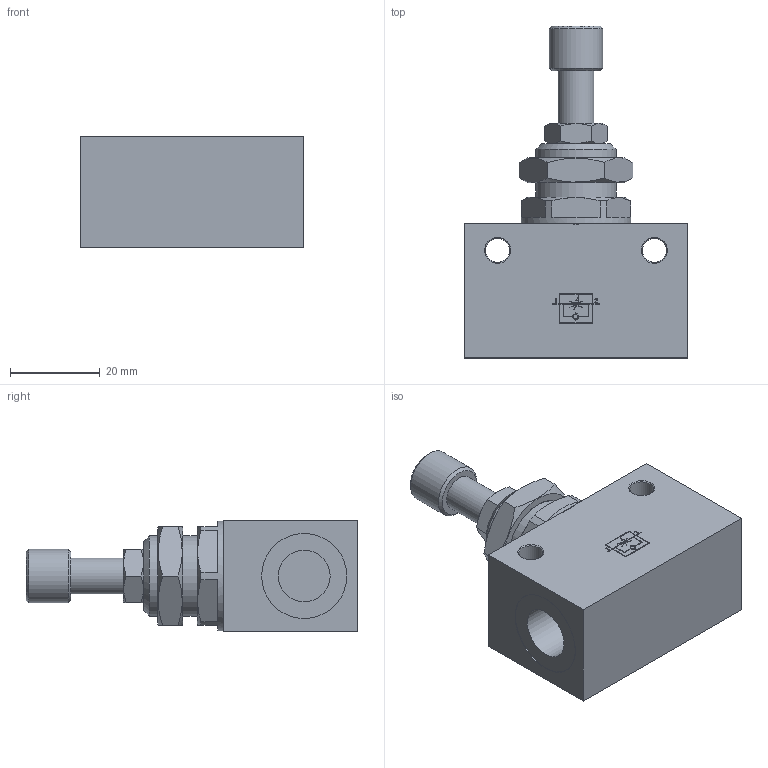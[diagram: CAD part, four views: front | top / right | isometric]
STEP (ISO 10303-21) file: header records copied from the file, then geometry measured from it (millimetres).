
FILE_DESCRIPTION( ( 'STEP AP214' ), '1' );
FILE_NAME( 'psolqas_6080_36.stp', '2020-12-10T08:55:14', ( 'License CC BY-ND 4.0' ), ( 'CADENAS' ), ' ', 'PARTsolutions', ' ' );
FILE_SCHEMA( ( 'AUTOMOTIVE_DESIGN { 1 0 10303 214 1 1 1 1 }' ) );
Length unit declared in the file: metre
Products named in the file (1): NONE
Bounding box: 50 x 74.1 x 25 mm (x, y, z)
Volume: 41945.5 mm3; surface area: 11968 mm2
Topology: 1 solids, 5 shells, 193 faces, 491 edges, 329 vertices
Faces by surface type: plane 133, cylinder 40, cone 20
Full cylindrical faces by diameter (mm): 1.025 x1, 5.4 x2, 8 x1, 11.6 x2, 12 x1, 18 x2, 19 x2, 24.5 x1, 24.9 x1
Entity records: 7827 total; most frequent: CARTESIAN_POINT 1782, ORIENTED_EDGE 910, DIRECTION 875, EDGE_CURVE 455, VERTEX_POINT 320, AXIS2_PLACEMENT_3D 293, LINE 289, VECTOR 289
